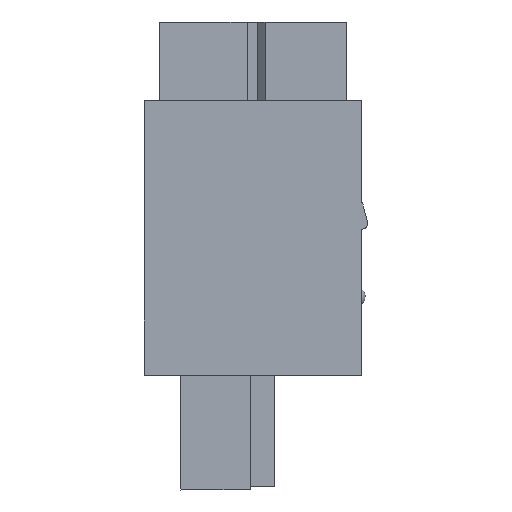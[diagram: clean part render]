
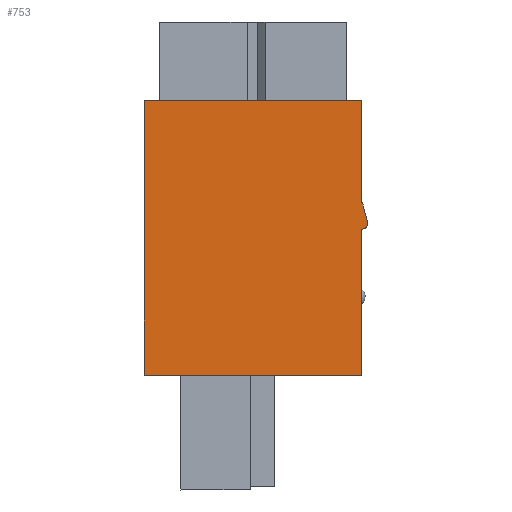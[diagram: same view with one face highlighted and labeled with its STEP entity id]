
A CAD part, left-side view. The second image highlights one B-rep face of the part: STEP entity #753.
In plain terms, the highlighted planar face has unit normal (-1, 0, 0).
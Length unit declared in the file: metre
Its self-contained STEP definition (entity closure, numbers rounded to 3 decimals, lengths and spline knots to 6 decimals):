
#753 = ADVANCED_FACE( '', ( #1625 ), #1626, .T. );
#1625 = FACE_OUTER_BOUND( '', #2601, .T. );
#1626 = PLANE( '', #2602 );
#2601 = EDGE_LOOP( '', ( #4801, #4802, #4803, #4804, #4805, #4806, #4807, #4808, #4809 ) );
#2602 = AXIS2_PLACEMENT_3D( '', #4810, #4811, #4812 );
#4801 = ORIENTED_EDGE( '', *, *, #6615, .T. );
#4802 = ORIENTED_EDGE( '', *, *, #6454, .T. );
#4803 = ORIENTED_EDGE( '', *, *, #6105, .T. );
#4804 = ORIENTED_EDGE( '', *, *, #6616, .T. );
#4805 = ORIENTED_EDGE( '', *, *, #6617, .T. );
#4806 = ORIENTED_EDGE( '', *, *, #6205, .T. );
#4807 = ORIENTED_EDGE( '', *, *, #5799, .T. );
#4808 = ORIENTED_EDGE( '', *, *, #6618, .T. );
#4809 = ORIENTED_EDGE( '', *, *, #5982, .T. );
#4810 = CARTESIAN_POINT( '', ( -0.013755, -0.008355, 0.0087 ) );
#4811 = DIRECTION( '', ( -1., 0., 0. ) );
#4812 = DIRECTION( '', ( 0., -1., 0. ) );
#5799 = EDGE_CURVE( '', #6967, #6965, #6968, .T. );
#5982 = EDGE_CURVE( '', #7299, #7297, #7300, .T. );
#6105 = EDGE_CURVE( '', #7493, #7491, #7494, .T. );
#6205 = EDGE_CURVE( '', #7650, #6967, #7651, .T. );
#6454 = EDGE_CURVE( '', #8004, #7493, #8005, .T. );
#6615 = EDGE_CURVE( '', #7297, #8004, #8213, .T. );
#6616 = EDGE_CURVE( '', #7491, #8214, #8215, .T. );
#6617 = EDGE_CURVE( '', #8214, #7650, #8216, .T. );
#6618 = EDGE_CURVE( '', #6965, #7299, #8217, .T. );
#6965 = VERTEX_POINT( '', #8650 );
#6967 = VERTEX_POINT( '', #8653 );
#6968 = LINE( '', #8654, #8655 );
#7297 = VERTEX_POINT( '', #9135 );
#7299 = VERTEX_POINT( '', #9138 );
#7300 = LINE( '', #9139, #9140 );
#7491 = VERTEX_POINT( '', #9412 );
#7493 = VERTEX_POINT( '', #9415 );
#7494 = LINE( '', #9416, #9417 );
#7650 = VERTEX_POINT( '', #9646 );
#7651 = LINE( '', #9647, #9648 );
#8004 = VERTEX_POINT( '', #10152 );
#8005 = LINE( '', #10153, #10154 );
#8213 = LINE( '', #10458, #10459 );
#8214 = VERTEX_POINT( '', #10460 );
#8215 = LINE( '', #10461, #10462 );
#8216 = CIRCLE( '', #10463, 0.0003 );
#8217 = LINE( '', #10464, #10465 );
#8650 = CARTESIAN_POINT( '', ( -0.013755, -0.00831, 0.0099 ) );
#8653 = CARTESIAN_POINT( '', ( -0.013755, -0.00836, 0.0099 ) );
#8654 = CARTESIAN_POINT( '', ( -0.013755, -0.00836, 0.0099 ) );
#8655 = VECTOR( '', #10822, 1. );
#9135 = CARTESIAN_POINT( '', ( -0.013755, 0.00419, 0.0158 ) );
#9138 = CARTESIAN_POINT( '', ( -0.013755, -0.00831, 0.0158 ) );
#9139 = CARTESIAN_POINT( '', ( -0.013755, -0.00831, 0.0158 ) );
#9140 = VECTOR( '', #10996, 1. );
#9412 = CARTESIAN_POINT( '', ( -0.013755, -0.00831, 0.0084 ) );
#9415 = CARTESIAN_POINT( '', ( -0.013755, -0.00831, 0. ) );
#9416 = CARTESIAN_POINT( '', ( -0.013755, -0.00831, 0. ) );
#9417 = VECTOR( '', #11115, 1. );
#9646 = CARTESIAN_POINT( '', ( -0.013755, -0.008645, 0.008774 ) );
#9647 = CARTESIAN_POINT( '', ( -0.013755, -0.008645, 0.008774 ) );
#9648 = VECTOR( '', #11207, 1. );
#10152 = CARTESIAN_POINT( '', ( -0.013755, 0.00419, 0. ) );
#10153 = CARTESIAN_POINT( '', ( -0.013755, 0.00419, 0. ) );
#10154 = VECTOR( '', #11449, 1. );
#10458 = CARTESIAN_POINT( '', ( -0.013755, 0.00419, 0.0158 ) );
#10459 = VECTOR( '', #11576, 1. );
#10460 = CARTESIAN_POINT( '', ( -0.013755, -0.008355, 0.0084 ) );
#10461 = CARTESIAN_POINT( '', ( -0.013755, -0.00831, 0.0084 ) );
#10462 = VECTOR( '', #11577, 1. );
#10463 = AXIS2_PLACEMENT_3D( '', #11578, #11579, #11580 );
#10464 = CARTESIAN_POINT( '', ( -0.013755, -0.00831, 0.0099 ) );
#10465 = VECTOR( '', #11581, 1. );
#10822 = DIRECTION( '', ( 0., 1., 0. ) );
#10996 = DIRECTION( '', ( 0., 1., 0. ) );
#11115 = DIRECTION( '', ( 0., 0., 1. ) );
#11207 = DIRECTION( '', ( 0., 0.246, 0.969 ) );
#11449 = DIRECTION( '', ( 0., -1., 0. ) );
#11576 = DIRECTION( '', ( 0., 0., -1. ) );
#11577 = DIRECTION( '', ( 0., -1., 0. ) );
#11578 = CARTESIAN_POINT( '', ( -0.013755, -0.008355, 0.0087 ) );
#11579 = DIRECTION( '', ( -1., 0., 0. ) );
#11580 = DIRECTION( '', ( 0., 1., 0. ) );
#11581 = DIRECTION( '', ( 0., 0., 1. ) );
